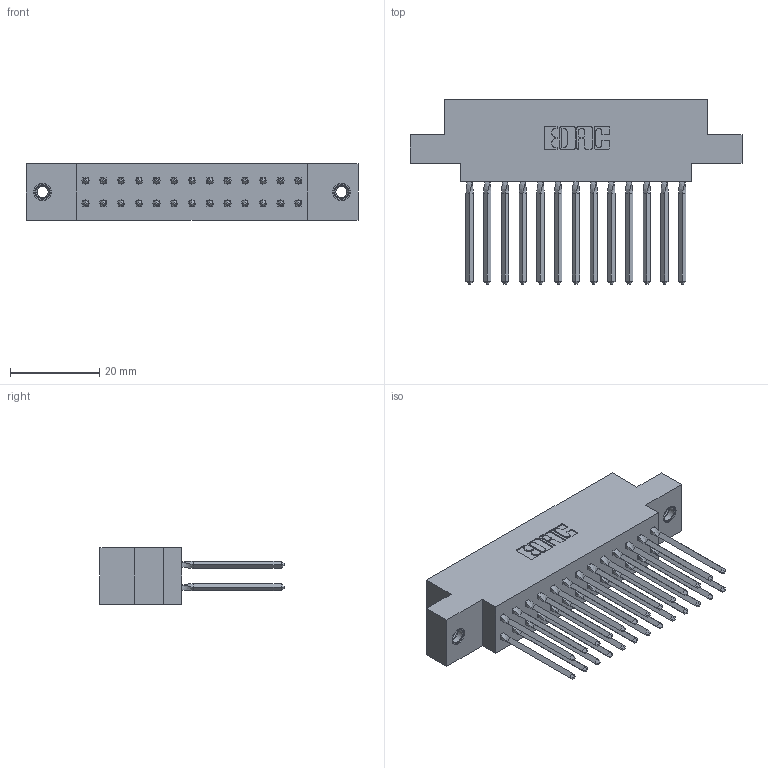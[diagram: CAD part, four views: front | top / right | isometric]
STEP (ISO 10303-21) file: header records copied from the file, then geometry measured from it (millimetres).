
FILE_DESCRIPTION (( 'STEP AP203' ), '1' );
FILE_NAME ('317-026-543-807.STEP', '2020-02-27T19:02:56', ( '' ), ( '' ), 'SwSTEP 2.0', 'SolidWorks 2016', '' );
FILE_SCHEMA (( 'CONFIG_CONTROL_DESIGN' ));
Length unit declared in the file: inch
Products named in the file (4): 317-290-001_543; 345-250-001_345-250-005-103; 317-026-543-807; 317 Part_.156 Dia - TI
Assembly tree (29 placements, depth 2):
  317-026-543-807
    317 Part_.156 Dia - TI
    317-290-001_543  x26
    345-250-001_345-250-005-103  x2
Bounding box: 74.22 x 41.15 x 12.7 mm (x, y, z)
Volume: 11591.6 mm3; surface area: 16483.3 mm2
Topology: 29 solids, 29 shells, 2476 faces, 6833 edges, 4400 vertices
Faces by surface type: plane 1988, cylinder 368, bspline 104, cone 12, torus 4
Entity records: 24023 total; most frequent: CARTESIAN_POINT 4574, ORIENTED_EDGE 4066, DIRECTION 3437, EDGE_CURVE 2033, VECTOR 1757, LINE 1757, VERTEX_POINT 1345, AXIS2_PLACEMENT_3D 840
